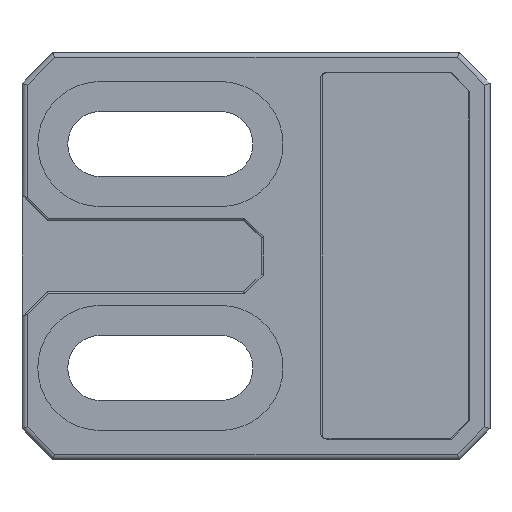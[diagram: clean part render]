
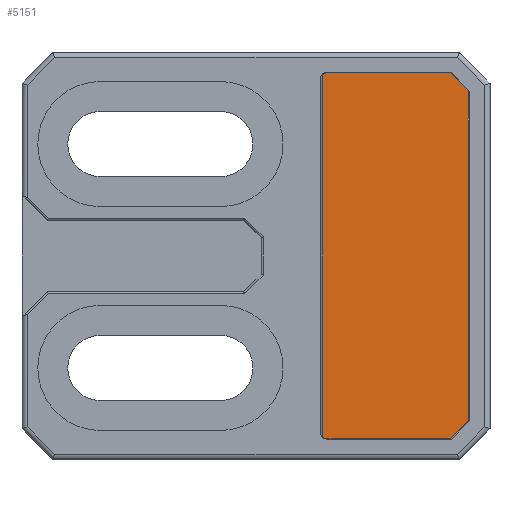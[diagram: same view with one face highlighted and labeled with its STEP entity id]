
A CAD part, front view. The second image highlights one B-rep face of the part: STEP entity #5151.
In plain terms, the highlighted face is planar.
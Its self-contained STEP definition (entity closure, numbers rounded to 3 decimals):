
#429=PLANE('',#5478);
#928=LINE('',#9041,#1445);
#932=LINE('',#9049,#1449);
#935=LINE('',#9055,#1452);
#939=LINE('',#9067,#1456);
#943=LINE('',#9079,#1460);
#946=LINE('',#9084,#1463);
#1445=VECTOR('',#6603,32.4);
#1449=VECTOR('',#6609,2.546);
#1452=VECTOR('',#6614,12.2);
#1456=VECTOR('',#6626,35.);
#1460=VECTOR('',#6638,12.2);
#1463=VECTOR('',#6643,2.546);
#1815=FACE_OUTER_BOUND('',#2120,.T.);
#2120=EDGE_LOOP('',(#4833,#4834,#4835,#4836,#4837,#4838,#4839,#4840));
#2180=CIRCLE('',#5470,0.5);
#2182=CIRCLE('',#5474,0.5);
#2636=VERTEX_POINT('',#9039);
#2637=VERTEX_POINT('',#9040);
#2640=VERTEX_POINT('',#9048);
#2642=VERTEX_POINT('',#9054);
#2644=VERTEX_POINT('',#9060);
#2646=VERTEX_POINT('',#9066);
#2648=VERTEX_POINT('',#9072);
#2650=VERTEX_POINT('',#9078);
#3363=EDGE_CURVE('',#2636,#2637,#928,.T.);
#3367=EDGE_CURVE('',#2637,#2640,#932,.T.);
#3370=EDGE_CURVE('',#2640,#2642,#935,.T.);
#3373=EDGE_CURVE('',#2642,#2644,#2180,.T.);
#3376=EDGE_CURVE('',#2644,#2646,#939,.T.);
#3379=EDGE_CURVE('',#2646,#2648,#2182,.T.);
#3382=EDGE_CURVE('',#2648,#2650,#943,.T.);
#3385=EDGE_CURVE('',#2650,#2636,#946,.T.);
#4833=ORIENTED_EDGE('',*,*,#3363,.F.);
#4834=ORIENTED_EDGE('',*,*,#3385,.F.);
#4835=ORIENTED_EDGE('',*,*,#3382,.F.);
#4836=ORIENTED_EDGE('',*,*,#3379,.F.);
#4837=ORIENTED_EDGE('',*,*,#3376,.F.);
#4838=ORIENTED_EDGE('',*,*,#3373,.F.);
#4839=ORIENTED_EDGE('',*,*,#3370,.F.);
#4840=ORIENTED_EDGE('',*,*,#3367,.F.);
#5151=ADVANCED_FACE('',(#1815),#429,.T.);
#5470=AXIS2_PLACEMENT_3D('',#9061,#6619,#6620);
#5474=AXIS2_PLACEMENT_3D('',#9073,#6631,#6632);
#5478=AXIS2_PLACEMENT_3D('',#9086,#6645,#6646);
#6603=DIRECTION('',(0.,-1.,0.));
#6609=DIRECTION('',(-0.707,-0.707,0.));
#6614=DIRECTION('',(-1.,0.,0.));
#6619=DIRECTION('center_axis',(0.,0.,-1.));
#6620=DIRECTION('ref_axis',(1.,0.,0.));
#6626=DIRECTION('',(0.,1.,0.));
#6631=DIRECTION('center_axis',(0.,0.,-1.));
#6632=DIRECTION('ref_axis',(0.,-1.,0.));
#6638=DIRECTION('',(1.,0.,0.));
#6643=DIRECTION('',(0.707,-0.707,0.));
#6645=DIRECTION('center_axis',(0.,0.,1.));
#6646=DIRECTION('ref_axis',(1.,0.,0.));
#9039=CARTESIAN_POINT('',(14.5,16.2,1.5));
#9040=CARTESIAN_POINT('',(14.5,-16.2,1.5));
#9041=CARTESIAN_POINT('',(14.5,16.2,1.5));
#9048=CARTESIAN_POINT('',(12.7,-18.,1.5));
#9049=CARTESIAN_POINT('',(14.5,-16.2,1.5));
#9054=CARTESIAN_POINT('',(0.5,-18.,1.5));
#9055=CARTESIAN_POINT('',(12.7,-18.,1.5));
#9060=CARTESIAN_POINT('',(0.,-17.5,1.5));
#9061=CARTESIAN_POINT('Origin',(0.5,-17.5,1.5));
#9066=CARTESIAN_POINT('',(0.,17.5,1.5));
#9067=CARTESIAN_POINT('',(0.,-17.5,1.5));
#9072=CARTESIAN_POINT('',(0.5,18.,1.5));
#9073=CARTESIAN_POINT('Origin',(0.5,17.5,1.5));
#9078=CARTESIAN_POINT('',(12.7,18.,1.5));
#9079=CARTESIAN_POINT('',(0.5,18.,1.5));
#9084=CARTESIAN_POINT('',(12.7,18.,1.5));
#9086=CARTESIAN_POINT('Origin',(7.113,0.,1.5));
